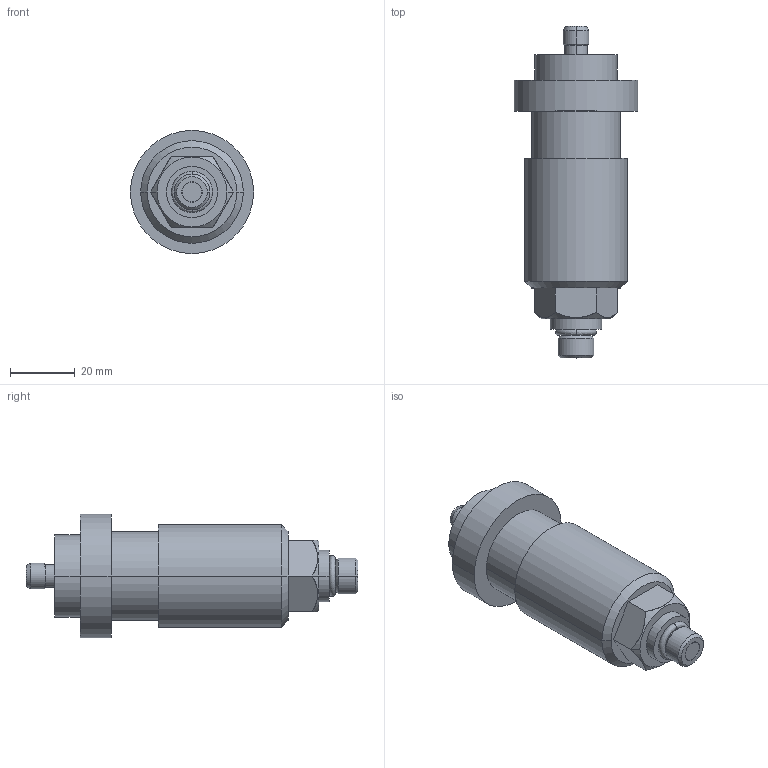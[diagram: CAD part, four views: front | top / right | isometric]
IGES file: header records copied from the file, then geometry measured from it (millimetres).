
Start section:  PTC IGES file: ilc70750074.igs
Global section: file name: ilc70750074.igs; native system: Pro/ENGINEER by Parametric Technology Corporation; preprocessor: 2007460; author: dc; organization: Unknown; date: 20110915.105056; units: inch
Bounding box: 38.1 x 102.67 x 38.1 mm (x, y, z)
Surface area: 11302.5 mm2 (no closed solid volume)
Topology: 0 solids, 0 shells, 59 faces, 248 edges, 248 vertices
Faces by surface type: revolution 40, bspline 19
